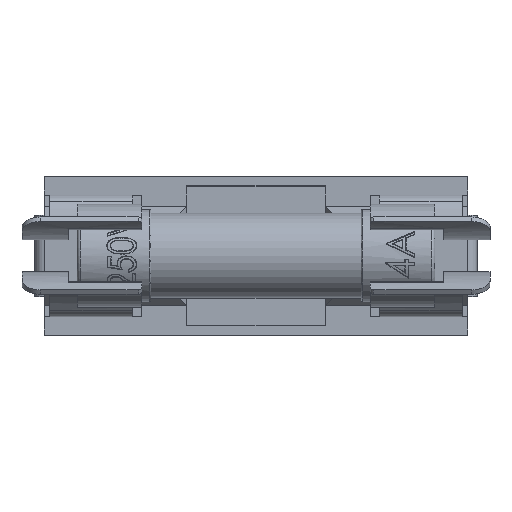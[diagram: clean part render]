
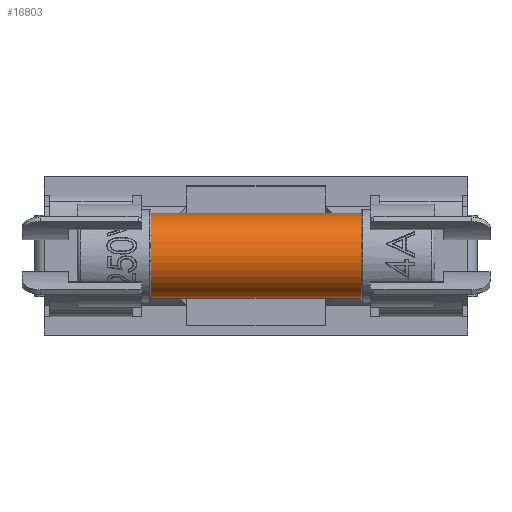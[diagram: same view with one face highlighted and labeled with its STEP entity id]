
A CAD part, top view. The second image highlights one B-rep face of the part: STEP entity #16803.
In plain terms, the highlighted cylindrical face has radius 2.3 mm (diameter 4.6 mm), a partial arc.
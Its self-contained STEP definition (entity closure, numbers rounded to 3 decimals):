
#10 = AXIS2_PLACEMENT_3D ( 'NONE', #1902, #13135, #3528 ) ;
#1153 = DIRECTION ( 'NONE',  ( -1., 0., 0. ) ) ;
#1232 = ORIENTED_EDGE ( 'NONE', *, *, #20633, .T. ) ;
#1256 = ORIENTED_EDGE ( 'NONE', *, *, #14662, .T. ) ;
#1902 = CARTESIAN_POINT ( 'NONE',  ( -9.5, 0., 11. ) ) ;
#1986 = CARTESIAN_POINT ( 'NONE',  ( -9.5, 2.3, 11. ) ) ;
#2064 = CARTESIAN_POINT ( 'NONE',  ( 16.005, 2.3, 11. ) ) ;
#2084 = LINE ( 'NONE', #2064, #6425 ) ;
#2230 = VERTEX_POINT ( 'NONE', #1986 ) ;
#3039 = CIRCLE ( 'NONE', #10, 2.3 ) ;
#3528 = DIRECTION ( 'NONE',  ( 0., -1., 0. ) ) ;
#3926 = VERTEX_POINT ( 'NONE', #4927 ) ;
#4358 = CYLINDRICAL_SURFACE ( 'NONE', #17451, 2.3 ) ;
#4862 = FACE_OUTER_BOUND ( 'NONE', #18559, .T. ) ;
#4927 = CARTESIAN_POINT ( 'NONE',  ( 9.5, 2.3, 11. ) ) ;
#5599 = CARTESIAN_POINT ( 'NONE',  ( 9.5, -2.3, 11. ) ) ;
#5626 = DIRECTION ( 'NONE',  ( -1., 0., 0. ) ) ;
#6425 = VECTOR ( 'NONE', #11715, 1000. ) ;
#6493 = CIRCLE ( 'NONE', #7360, 2.3 ) ;
#7360 = AXIS2_PLACEMENT_3D ( 'NONE', #10847, #1153, #12393 ) ;
#7850 = VERTEX_POINT ( 'NONE', #15039 ) ;
#9867 = DIRECTION ( 'NONE',  ( -1., 0., 0. ) ) ;
#9950 = EDGE_CURVE ( 'NONE', #14234, #7850, #14534, .T. ) ;
#10847 = CARTESIAN_POINT ( 'NONE',  ( 9.5, 0., 11. ) ) ;
#11715 = DIRECTION ( 'NONE',  ( -1., 0., 0. ) ) ;
#11971 = ORIENTED_EDGE ( 'NONE', *, *, #9950, .F. ) ;
#12393 = DIRECTION ( 'NONE',  ( 0., 1., 0. ) ) ;
#13135 = DIRECTION ( 'NONE',  ( -1., 0., 0. ) ) ;
#13564 = CARTESIAN_POINT ( 'NONE',  ( 16.005, -2.3, 11. ) ) ;
#14234 = VERTEX_POINT ( 'NONE', #5599 ) ;
#14534 = LINE ( 'NONE', #13564, #19250 ) ;
#14662 = EDGE_CURVE ( 'NONE', #14234, #3926, #6493, .T. ) ;
#15039 = CARTESIAN_POINT ( 'NONE',  ( -9.5, -2.3, 11. ) ) ;
#15963 = DIRECTION ( 'NONE',  ( 0., -1., 0. ) ) ;
#16803 = ADVANCED_FACE ( 'NONE', ( #4862 ), #4358, .T. ) ;
#17451 = AXIS2_PLACEMENT_3D ( 'NONE', #19308, #9867, #15963 ) ;
#18331 = EDGE_CURVE ( 'NONE', #7850, #2230, #3039, .T. ) ;
#18559 = EDGE_LOOP ( 'NONE', ( #1256, #1232, #20580, #11971 ) ) ;
#19250 = VECTOR ( 'NONE', #5626, 1000. ) ;
#19308 = CARTESIAN_POINT ( 'NONE',  ( 16.005, 0., 11. ) ) ;
#20580 = ORIENTED_EDGE ( 'NONE', *, *, #18331, .F. ) ;
#20633 = EDGE_CURVE ( 'NONE', #3926, #2230, #2084, .T. ) ;
